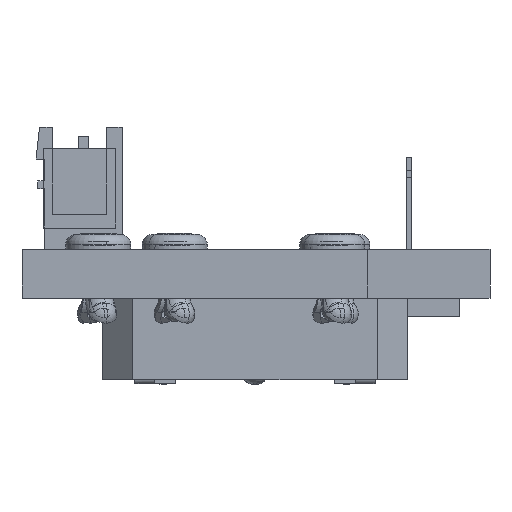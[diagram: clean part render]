
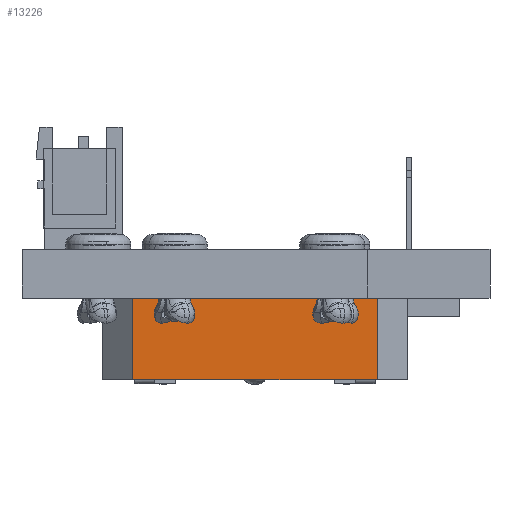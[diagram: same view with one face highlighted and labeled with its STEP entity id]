
A CAD part, front view. The second image highlights one B-rep face of the part: STEP entity #13226.
In plain terms, the highlighted planar face has unit normal (0, -1, 0).
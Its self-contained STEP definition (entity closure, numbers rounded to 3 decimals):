
#13208=AXIS2_PLACEMENT_3D('Plane Axis2P3D',#13205,#13206,#13207) ;
#9659=CARTESIAN_POINT('Line Origine',(22.9,113.275,8.)) ;
#9663=CARTESIAN_POINT('Vertex',(10.9,113.275,8.)) ;
#9665=CARTESIAN_POINT('Vertex',(34.9,113.275,8.)) ;
#12663=CARTESIAN_POINT('Vertex',(34.9,113.275,0.)) ;
#12666=CARTESIAN_POINT('Line Origine',(22.9,113.275,0.)) ;
#12670=CARTESIAN_POINT('Vertex',(10.9,113.275,0.)) ;
#13205=CARTESIAN_POINT('Axis2P3D Location',(37.9,113.275,0.)) ;
#13210=CARTESIAN_POINT('Line Origine',(34.9,113.275,4.)) ;
#13215=CARTESIAN_POINT('Line Origine',(10.9,113.275,4.)) ;
#9660=DIRECTION('Vector Direction',(1.,0.,0.)) ;
#12667=DIRECTION('Vector Direction',(-1.,0.,0.)) ;
#13206=DIRECTION('Axis2P3D Direction',(0.,1.,0.)) ;
#13207=DIRECTION('Axis2P3D XDirection',(-1.,0.,0.)) ;
#13211=DIRECTION('Vector Direction',(0.,0.,1.)) ;
#13216=DIRECTION('Vector Direction',(0.,0.,-1.)) ;
#9661=VECTOR('Line Direction',#9660,1.) ;
#12668=VECTOR('Line Direction',#12667,1.) ;
#13212=VECTOR('Line Direction',#13211,1.) ;
#13217=VECTOR('Line Direction',#13216,1.) ;
#13221=ORIENTED_EDGE('',*,*,#12672,.F.) ;
#13222=ORIENTED_EDGE('',*,*,#13214,.T.) ;
#13223=ORIENTED_EDGE('',*,*,#9667,.F.) ;
#13224=ORIENTED_EDGE('',*,*,#13219,.T.) ;
#13226=ADVANCED_FACE('NONE',(#13225),#13209,.F.) ;
#9667=EDGE_CURVE('',#9664,#9666,#9662,.T.) ;
#12672=EDGE_CURVE('',#12664,#12671,#12669,.T.) ;
#13214=EDGE_CURVE('',#12664,#9666,#13213,.T.) ;
#13219=EDGE_CURVE('',#9664,#12671,#13218,.T.) ;
#13220=EDGE_LOOP('',(#13221,#13222,#13223,#13224)) ;
#13225=FACE_OUTER_BOUND('',#13220,.T.) ;
#9662=LINE('Line',#9659,#9661) ;
#12669=LINE('Line',#12666,#12668) ;
#13213=LINE('Line',#13210,#13212) ;
#13218=LINE('Line',#13215,#13217) ;
#13209=PLANE('',#13208) ;
#9664=VERTEX_POINT('',#9663) ;
#9666=VERTEX_POINT('',#9665) ;
#12664=VERTEX_POINT('',#12663) ;
#12671=VERTEX_POINT('',#12670) ;
